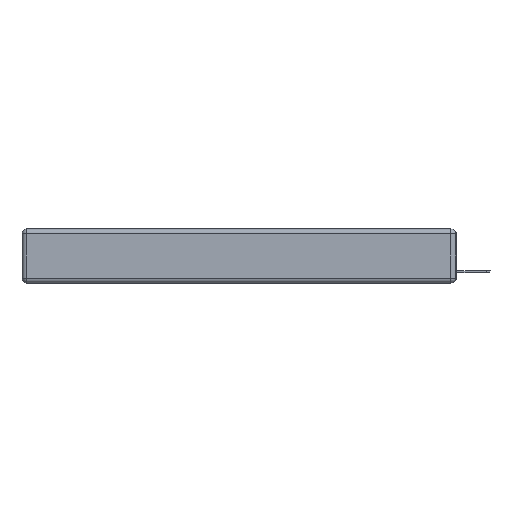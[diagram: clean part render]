
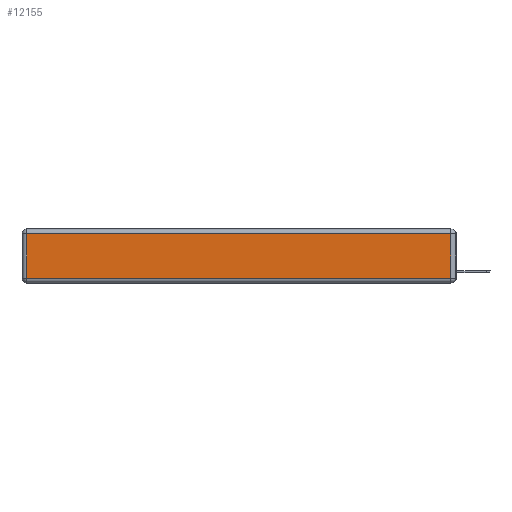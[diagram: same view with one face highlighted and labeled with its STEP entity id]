
A CAD part, left-side view. The second image highlights one B-rep face of the part: STEP entity #12155.
In plain terms, the highlighted planar face has unit normal (-1, 0, 0).
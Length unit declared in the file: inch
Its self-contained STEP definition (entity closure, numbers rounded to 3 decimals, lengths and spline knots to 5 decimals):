
#214 = LINE ( 'NONE', #10206, #10985 ) ;
#1051 = DIRECTION ( 'NONE',  ( 0., 1., 0. ) ) ;
#1602 = VERTEX_POINT ( 'NONE', #5823 ) ;
#2245 = EDGE_CURVE ( 'NONE', #12901, #3490, #214, .T. ) ;
#2874 = CARTESIAN_POINT ( 'NONE',  ( 0., 2.72, -0.313 ) ) ;
#2910 = VERTEX_POINT ( 'NONE', #2874 ) ;
#3015 = CARTESIAN_POINT ( 'NONE',  ( 0., 0., -0.313 ) ) ;
#3205 = FACE_OUTER_BOUND ( 'NONE', #3743, .T. ) ;
#3490 = VERTEX_POINT ( 'NONE', #7816 ) ;
#3743 = EDGE_LOOP ( 'NONE', ( #12542, #11413, #7235, #12526 ) ) ;
#4284 = DIRECTION ( 'NONE',  ( -1., 0., 0. ) ) ;
#4583 = VECTOR ( 'NONE', #5444, 39.37008 ) ;
#4752 = EDGE_CURVE ( 'NONE', #3490, #2910, #7357, .T. ) ;
#5096 = DIRECTION ( 'NONE',  ( 0., -1., 0. ) ) ;
#5329 = VECTOR ( 'NONE', #5096, 39.37008 ) ;
#5337 = CARTESIAN_POINT ( 'NONE',  ( 0., 0.03, -0.343 ) ) ;
#5444 = DIRECTION ( 'NONE',  ( 0., 0., -1. ) ) ;
#5823 = CARTESIAN_POINT ( 'NONE',  ( 0., 0.03, -0.313 ) ) ;
#5852 = CARTESIAN_POINT ( 'NONE',  ( 0., 0.03, -0.03 ) ) ;
#5910 = EDGE_CURVE ( 'NONE', #1602, #12901, #8370, .T. ) ;
#7235 = ORIENTED_EDGE ( 'NONE', *, *, #2245, .T. ) ;
#7264 = PLANE ( 'NONE',  #11030 ) ;
#7309 = DIRECTION ( 'NONE',  ( 0., 0., 1. ) ) ;
#7357 = LINE ( 'NONE', #11383, #4583 ) ;
#7816 = CARTESIAN_POINT ( 'NONE',  ( 0., 2.72, -0.03 ) ) ;
#8265 = DIRECTION ( 'NONE',  ( 0., 0., 1. ) ) ;
#8370 = LINE ( 'NONE', #5337, #12929 ) ;
#10101 = CARTESIAN_POINT ( 'NONE',  ( 0., 0., -0.343 ) ) ;
#10206 = CARTESIAN_POINT ( 'NONE',  ( 0., 2.75, -0.03 ) ) ;
#10985 = VECTOR ( 'NONE', #1051, 39.37008 ) ;
#11030 = AXIS2_PLACEMENT_3D ( 'NONE', #10101, #4284, #8265 ) ;
#11290 = LINE ( 'NONE', #3015, #5329 ) ;
#11383 = CARTESIAN_POINT ( 'NONE',  ( 0., 2.72, -0.343 ) ) ;
#11413 = ORIENTED_EDGE ( 'NONE', *, *, #5910, .T. ) ;
#12155 = ADVANCED_FACE ( 'NONE', ( #3205 ), #7264, .T. ) ;
#12158 = EDGE_CURVE ( 'NONE', #2910, #1602, #11290, .T. ) ;
#12526 = ORIENTED_EDGE ( 'NONE', *, *, #4752, .T. ) ;
#12542 = ORIENTED_EDGE ( 'NONE', *, *, #12158, .T. ) ;
#12901 = VERTEX_POINT ( 'NONE', #5852 ) ;
#12929 = VECTOR ( 'NONE', #7309, 39.37008 ) ;
